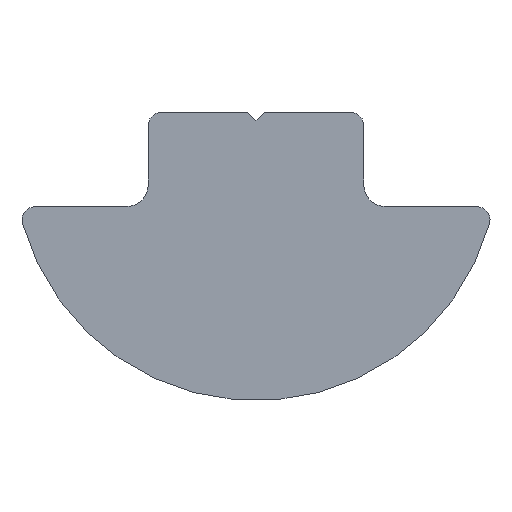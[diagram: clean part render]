
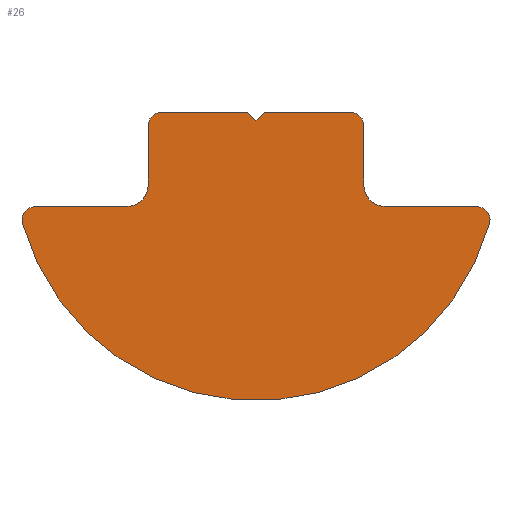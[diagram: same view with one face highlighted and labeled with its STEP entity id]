
A CAD part, front view. The second image highlights one B-rep face of the part: STEP entity #26.
In plain terms, the highlighted planar face has unit normal (0, -1, 0).
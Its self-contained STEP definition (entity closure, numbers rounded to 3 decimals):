
#2 = ORIENTED_EDGE ( 'NONE', *, *, #45, .F. ) ;
#12 = CARTESIAN_POINT ( 'NONE',  ( -8.181, -0.5, 1.432 ) ) ;
#18 = VECTOR ( 'NONE', #259, 1000. ) ;
#20 = VERTEX_POINT ( 'NONE', #64 ) ;
#25 = VERTEX_POINT ( 'NONE', #541 ) ;
#26 = ADVANCED_FACE ( 'NONE', ( #231 ), #104, .F. ) ;
#30 = ORIENTED_EDGE ( 'NONE', *, *, #328, .F. ) ;
#31 = CARTESIAN_POINT ( 'NONE',  ( 4.802, -0.5, 1.932 ) ) ;
#43 = AXIS2_PLACEMENT_3D ( 'NONE', #12, #188, #180 ) ;
#45 = EDGE_CURVE ( 'NONE', #437, #65, #138, .T. ) ;
#47 = AXIS2_PLACEMENT_3D ( 'NONE', #317, #456, #241 ) ;
#58 = ORIENTED_EDGE ( 'NONE', *, *, #141, .F. ) ;
#60 = ORIENTED_EDGE ( 'NONE', *, *, #341, .F. ) ;
#64 = CARTESIAN_POINT ( 'NONE',  ( -3.498, -0.5, 5.432 ) ) ;
#65 = VERTEX_POINT ( 'NONE', #192 ) ;
#71 = CARTESIAN_POINT ( 'NONE',  ( 0.002, -0.5, 5.132 ) ) ;
#76 = LINE ( 'NONE', #512, #133 ) ;
#78 = EDGE_CURVE ( 'NONE', #20, #529, #97, .T. ) ;
#80 = CARTESIAN_POINT ( 'NONE',  ( -0.298, -0.5, 5.432 ) ) ;
#81 = DIRECTION ( 'NONE',  ( 1., 0., 0. ) ) ;
#85 = VERTEX_POINT ( 'NONE', #457 ) ;
#97 = LINE ( 'NONE', #108, #513 ) ;
#101 = EDGE_CURVE ( 'NONE', #535, #350, #357, .T. ) ;
#104 = PLANE ( 'NONE',  #477 ) ;
#108 = CARTESIAN_POINT ( 'NONE',  ( 0.002, -0.5, 5.432 ) ) ;
#113 = CARTESIAN_POINT ( 'NONE',  ( 4.002, -0.5, 4.932 ) ) ;
#116 = CARTESIAN_POINT ( 'NONE',  ( -3.498, -0.5, 4.932 ) ) ;
#120 = DIRECTION ( 'NONE',  ( 0., 0., 1. ) ) ;
#121 = EDGE_CURVE ( 'NONE', #65, #179, #154, .T. ) ;
#131 = DIRECTION ( 'NONE',  ( 0., 0., 1. ) ) ;
#133 = VECTOR ( 'NONE', #460, 1000. ) ;
#138 = CIRCLE ( 'NONE', #43, 0.5 ) ;
#141 = EDGE_CURVE ( 'NONE', #225, #437, #516, .T. ) ;
#154 = LINE ( 'NONE', #168, #435 ) ;
#155 = EDGE_CURVE ( 'NONE', #492, #420, #264, .T. ) ;
#161 = CARTESIAN_POINT ( 'NONE',  ( 3.502, -0.5, 4.932 ) ) ;
#168 = CARTESIAN_POINT ( 'NONE',  ( 0.002, -0.5, 1.932 ) ) ;
#170 = ORIENTED_EDGE ( 'NONE', *, *, #155, .F. ) ;
#178 = DIRECTION ( 'NONE',  ( 0., -1., 0. ) ) ;
#179 = VERTEX_POINT ( 'NONE', #482 ) ;
#180 = DIRECTION ( 'NONE',  ( 0., 0., 1. ) ) ;
#188 = DIRECTION ( 'NONE',  ( 0., 1., 0. ) ) ;
#192 = CARTESIAN_POINT ( 'NONE',  ( -8.181, -0.5, 1.932 ) ) ;
#195 = ORIENTED_EDGE ( 'NONE', *, *, #491, .F. ) ;
#216 = CIRCLE ( 'NONE', #47, 0.8 ) ;
#225 = VERTEX_POINT ( 'NONE', #508 ) ;
#231 = FACE_OUTER_BOUND ( 'NONE', #432, .T. ) ;
#241 = DIRECTION ( 'NONE',  ( 0., 0., 1. ) ) ;
#243 = ORIENTED_EDGE ( 'NONE', *, *, #121, .F. ) ;
#248 = DIRECTION ( 'NONE',  ( 0., 0., 1. ) ) ;
#251 = EDGE_CURVE ( 'NONE', #85, #535, #276, .T. ) ;
#252 = CARTESIAN_POINT ( 'NONE',  ( -3.998, -0.5, 4.932 ) ) ;
#253 = LINE ( 'NONE', #472, #381 ) ;
#259 = DIRECTION ( 'NONE',  ( 0.707, 0., -0.707 ) ) ;
#262 = VERTEX_POINT ( 'NONE', #404 ) ;
#264 = CIRCLE ( 'NONE', #561, 0.8 ) ;
#266 = DIRECTION ( 'NONE',  ( 1., 0., 0. ) ) ;
#267 = AXIS2_PLACEMENT_3D ( 'NONE', #556, #343, #120 ) ;
#269 = ORIENTED_EDGE ( 'NONE', *, *, #534, .F. ) ;
#276 = LINE ( 'NONE', #500, #391 ) ;
#283 = ORIENTED_EDGE ( 'NONE', *, *, #101, .F. ) ;
#292 = CARTESIAN_POINT ( 'NONE',  ( 3.502, -0.5, 5.432 ) ) ;
#296 = AXIS2_PLACEMENT_3D ( 'NONE', #550, #305, #525 ) ;
#298 = DIRECTION ( 'NONE',  ( 0., 0., 1. ) ) ;
#305 = DIRECTION ( 'NONE',  ( 0., 1., 0. ) ) ;
#317 = CARTESIAN_POINT ( 'NONE',  ( -4.798, -0.5, 2.732 ) ) ;
#325 = DIRECTION ( 'NONE',  ( 1., 0., 0. ) ) ;
#328 = EDGE_CURVE ( 'NONE', #365, #20, #347, .T. ) ;
#332 = DIRECTION ( 'NONE',  ( 0.707, 0., 0.707 ) ) ;
#341 = EDGE_CURVE ( 'NONE', #350, #492, #76, .T. ) ;
#343 = DIRECTION ( 'NONE',  ( 0., 1., 0. ) ) ;
#347 = CIRCLE ( 'NONE', #481, 0.5 ) ;
#348 = ORIENTED_EDGE ( 'NONE', *, *, #428, .F. ) ;
#349 = EDGE_CURVE ( 'NONE', #355, #85, #451, .T. ) ;
#350 = VERTEX_POINT ( 'NONE', #113 ) ;
#353 = DIRECTION ( 'NONE',  ( 0., 0., 1. ) ) ;
#355 = VERTEX_POINT ( 'NONE', #403 ) ;
#357 = CIRCLE ( 'NONE', #419, 0.5 ) ;
#359 = ORIENTED_EDGE ( 'NONE', *, *, #78, .F. ) ;
#365 = VERTEX_POINT ( 'NONE', #252 ) ;
#371 = DIRECTION ( 'NONE',  ( 0., 1., 0. ) ) ;
#381 = VECTOR ( 'NONE', #81, 1000. ) ;
#382 = ORIENTED_EDGE ( 'NONE', *, *, #564, .F. ) ;
#391 = VECTOR ( 'NONE', #266, 1000. ) ;
#403 = CARTESIAN_POINT ( 'NONE',  ( 0.002, -0.5, 5.132 ) ) ;
#404 = CARTESIAN_POINT ( 'NONE',  ( 8.185, -0.5, 1.932 ) ) ;
#409 = CARTESIAN_POINT ( 'NONE',  ( -8.663, -0.5, 1.297 ) ) ;
#410 = CIRCLE ( 'NONE', #267, 0.5 ) ;
#416 = ORIENTED_EDGE ( 'NONE', *, *, #486, .F. ) ;
#419 = AXIS2_PLACEMENT_3D ( 'NONE', #161, #371, #248 ) ;
#420 = VERTEX_POINT ( 'NONE', #31 ) ;
#422 = CARTESIAN_POINT ( 'NONE',  ( -3.998, -0.5, 0.545 ) ) ;
#427 = CARTESIAN_POINT ( 'NONE',  ( 4.802, -0.5, 2.732 ) ) ;
#428 = EDGE_CURVE ( 'NONE', #179, #25, #216, .T. ) ;
#432 = EDGE_LOOP ( 'NONE', ( #440, #459, #195, #359, #30, #382, #348, #243, #2, #58, #269, #416, #170, #60, #283 ) ) ;
#435 = VECTOR ( 'NONE', #519, 1000. ) ;
#437 = VERTEX_POINT ( 'NONE', #409 ) ;
#440 = ORIENTED_EDGE ( 'NONE', *, *, #251, .F. ) ;
#449 = DIRECTION ( 'NONE',  ( 0., 1., 0. ) ) ;
#451 = LINE ( 'NONE', #71, #515 ) ;
#453 = CARTESIAN_POINT ( 'NONE',  ( 0.002, -0.5, 0.545 ) ) ;
#456 = DIRECTION ( 'NONE',  ( 0., -1., 0. ) ) ;
#457 = CARTESIAN_POINT ( 'NONE',  ( 0.302, -0.5, 5.432 ) ) ;
#459 = ORIENTED_EDGE ( 'NONE', *, *, #349, .F. ) ;
#460 = DIRECTION ( 'NONE',  ( 0., 0., -1. ) ) ;
#472 = CARTESIAN_POINT ( 'NONE',  ( 0.002, -0.5, 1.932 ) ) ;
#474 = LINE ( 'NONE', #80, #18 ) ;
#477 = AXIS2_PLACEMENT_3D ( 'NONE', #453, #449, #353 ) ;
#481 = AXIS2_PLACEMENT_3D ( 'NONE', #116, #510, #547 ) ;
#482 = CARTESIAN_POINT ( 'NONE',  ( -4.798, -0.5, 1.932 ) ) ;
#483 = VECTOR ( 'NONE', #298, 1000. ) ;
#486 = EDGE_CURVE ( 'NONE', #420, #262, #253, .T. ) ;
#491 = EDGE_CURVE ( 'NONE', #529, #355, #474, .T. ) ;
#492 = VERTEX_POINT ( 'NONE', #517 ) ;
#500 = CARTESIAN_POINT ( 'NONE',  ( 0.002, -0.5, 5.432 ) ) ;
#508 = CARTESIAN_POINT ( 'NONE',  ( 8.666, -0.5, 1.297 ) ) ;
#510 = DIRECTION ( 'NONE',  ( 0., 1., 0. ) ) ;
#512 = CARTESIAN_POINT ( 'NONE',  ( 4.002, -0.5, 0.545 ) ) ;
#513 = VECTOR ( 'NONE', #325, 1000. ) ;
#515 = VECTOR ( 'NONE', #332, 1000. ) ;
#516 = CIRCLE ( 'NONE', #296, 9. ) ;
#517 = CARTESIAN_POINT ( 'NONE',  ( 4.002, -0.5, 2.732 ) ) ;
#519 = DIRECTION ( 'NONE',  ( 1., 0., 0. ) ) ;
#522 = CARTESIAN_POINT ( 'NONE',  ( -0.298, -0.5, 5.432 ) ) ;
#525 = DIRECTION ( 'NONE',  ( 0., 0., 1. ) ) ;
#529 = VERTEX_POINT ( 'NONE', #522 ) ;
#534 = EDGE_CURVE ( 'NONE', #262, #225, #410, .T. ) ;
#535 = VERTEX_POINT ( 'NONE', #292 ) ;
#541 = CARTESIAN_POINT ( 'NONE',  ( -3.998, -0.5, 2.732 ) ) ;
#547 = DIRECTION ( 'NONE',  ( 0., 0., 1. ) ) ;
#550 = CARTESIAN_POINT ( 'NONE',  ( 0.002, -0.5, 3.732 ) ) ;
#553 = LINE ( 'NONE', #422, #483 ) ;
#556 = CARTESIAN_POINT ( 'NONE',  ( 8.185, -0.5, 1.432 ) ) ;
#561 = AXIS2_PLACEMENT_3D ( 'NONE', #427, #178, #131 ) ;
#564 = EDGE_CURVE ( 'NONE', #25, #365, #553, .T. ) ;
